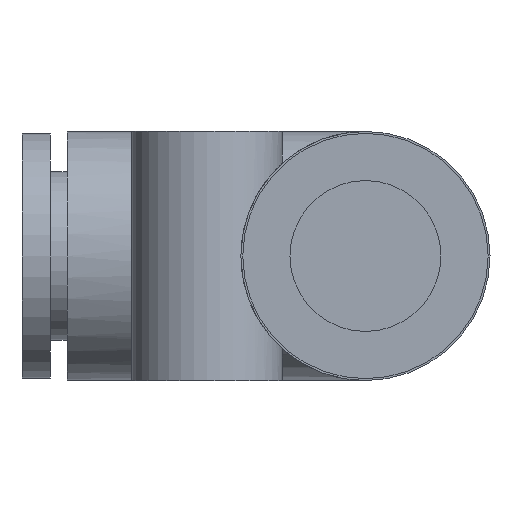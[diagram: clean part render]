
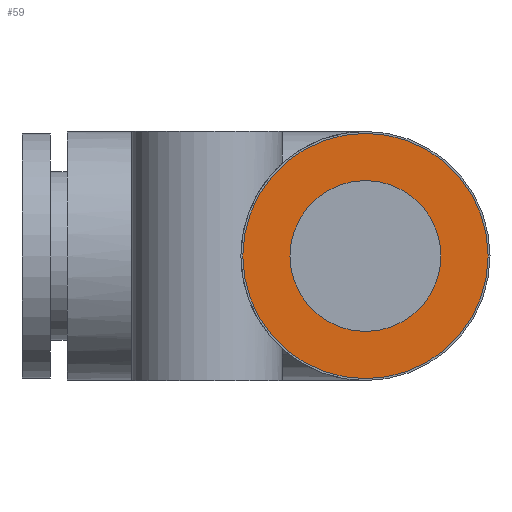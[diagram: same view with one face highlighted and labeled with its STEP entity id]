
A CAD part, left-side view. The second image highlights one B-rep face of the part: STEP entity #59.
In plain terms, the highlighted planar face has unit normal (-1, 0, 0).
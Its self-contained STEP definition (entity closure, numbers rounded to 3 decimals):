
#59 = ADVANCED_FACE( '', ( #141, #142 ), #143, .F. );
#141 = FACE_OUTER_BOUND( '', #272, .T. );
#142 = FACE_BOUND( '', #273, .T. );
#143 = PLANE( '', #274 );
#272 = EDGE_LOOP( '', ( #401 ) );
#273 = EDGE_LOOP( '', ( #402 ) );
#274 = AXIS2_PLACEMENT_3D( '', #403, #404, #405 );
#401 = ORIENTED_EDGE( '', *, *, #593, .F. );
#402 = ORIENTED_EDGE( '', *, *, #594, .F. );
#403 = CARTESIAN_POINT( '', ( -18.2, 0., 0. ) );
#404 = DIRECTION( '', ( 1., 0., 0. ) );
#405 = DIRECTION( '', ( 0., 0., -1. ) );
#593 = EDGE_CURVE( '', #664, #664, #665, .T. );
#594 = EDGE_CURVE( '', #666, #666, #667, .T. );
#664 = VERTEX_POINT( '', #767 );
#665 = CIRCLE( '', #768, 6.5 );
#666 = VERTEX_POINT( '', #769 );
#667 = CIRCLE( '', #770, 4. );
#767 = CARTESIAN_POINT( '', ( -18.2, 0., -6.5 ) );
#768 = AXIS2_PLACEMENT_3D( '', #1116, #1117, #1118 );
#769 = CARTESIAN_POINT( '', ( -18.2, 4., 0. ) );
#770 = AXIS2_PLACEMENT_3D( '', #1119, #1120, #1121 );
#1116 = CARTESIAN_POINT( '', ( -18.2, 0., 0. ) );
#1117 = DIRECTION( '', ( 1., 0., 0. ) );
#1118 = DIRECTION( '', ( 0., 0., -1. ) );
#1119 = CARTESIAN_POINT( '', ( -18.2, 0., 0. ) );
#1120 = DIRECTION( '', ( -1., 0., 0. ) );
#1121 = DIRECTION( '', ( 0., 1., 0. ) );
